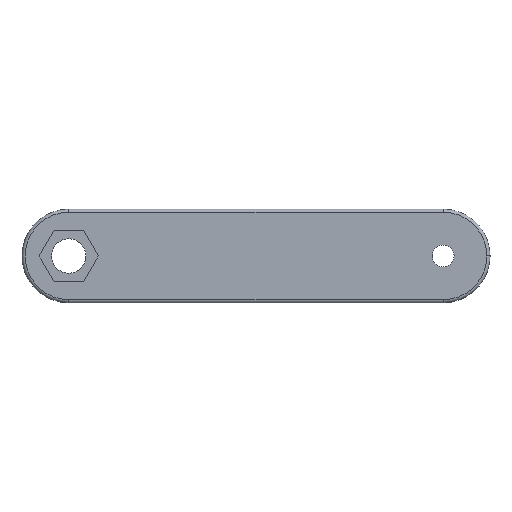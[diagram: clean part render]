
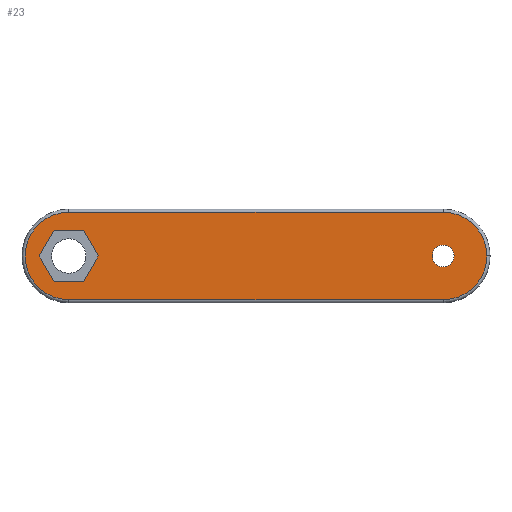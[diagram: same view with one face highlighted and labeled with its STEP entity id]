
A CAD part, top view. The second image highlights one B-rep face of the part: STEP entity #23.
In plain terms, the highlighted planar face has unit normal (0, 0, 1).
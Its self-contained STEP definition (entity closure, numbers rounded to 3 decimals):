
#19 = CARTESIAN_POINT ( 'NONE',  ( 30., -7., 5. ) ) ;
#21 = ORIENTED_EDGE ( 'NONE', *, *, #378, .F. ) ;
#22 = VECTOR ( 'NONE', #175, 1000. ) ;
#23 = ADVANCED_FACE ( 'NONE', ( #517, #90, #372 ), #305, .T. ) ;
#36 = DIRECTION ( 'NONE',  ( 0., 0., 1. ) ) ;
#40 = DIRECTION ( 'NONE',  ( 0.5, 0.866, 0. ) ) ;
#54 = VERTEX_POINT ( 'NONE', #885 ) ;
#55 = VERTEX_POINT ( 'NONE', #673 ) ;
#63 = VERTEX_POINT ( 'NONE', #617 ) ;
#65 = DIRECTION ( 'NONE',  ( 0., 0., 1. ) ) ;
#79 = EDGE_CURVE ( 'NONE', #652, #619, #582, .T. ) ;
#90 = FACE_BOUND ( 'NONE', #383, .T. ) ;
#93 = DIRECTION ( 'NONE',  ( -0.5, -0.866, 0. ) ) ;
#95 = VECTOR ( 'NONE', #757, 1000. ) ;
#101 = DIRECTION ( 'NONE',  ( 1., 0., 0. ) ) ;
#106 = VECTOR ( 'NONE', #376, 1000. ) ;
#115 = CARTESIAN_POINT ( 'NONE',  ( -27.633, -4.1, 5. ) ) ;
#124 = AXIS2_PLACEMENT_3D ( 'NONE', #504, #65, #209 ) ;
#131 = ORIENTED_EDGE ( 'NONE', *, *, #627, .F. ) ;
#147 = CARTESIAN_POINT ( 'NONE',  ( -25.266, 0., 5. ) ) ;
#155 = CIRCLE ( 'NONE', #388, 7. ) ;
#163 = CARTESIAN_POINT ( 'NONE',  ( -30., -7., 5. ) ) ;
#168 = CARTESIAN_POINT ( 'NONE',  ( 0., 7., 5. ) ) ;
#175 = DIRECTION ( 'NONE',  ( 1., 0., 0. ) ) ;
#192 = VECTOR ( 'NONE', #40, 1000. ) ;
#196 = CIRCLE ( 'NONE', #729, 1.75 ) ;
#209 = DIRECTION ( 'NONE',  ( 1., 0., 0. ) ) ;
#211 = AXIS2_PLACEMENT_3D ( 'NONE', #375, #659, #876 ) ;
#218 = AXIS2_PLACEMENT_3D ( 'NONE', #764, #36, #698 ) ;
#232 = ORIENTED_EDGE ( 'NONE', *, *, #895, .F. ) ;
#267 = VECTOR ( 'NONE', #93, 1000. ) ;
#271 = DIRECTION ( 'NONE',  ( 0., 0., 1. ) ) ;
#272 = ORIENTED_EDGE ( 'NONE', *, *, #421, .F. ) ;
#279 = EDGE_CURVE ( 'NONE', #718, #475, #808, .T. ) ;
#305 = PLANE ( 'NONE',  #211 ) ;
#314 = CARTESIAN_POINT ( 'NONE',  ( -32.367, -4.1, 5. ) ) ;
#321 = CARTESIAN_POINT ( 'NONE',  ( -25.266, 0., 5. ) ) ;
#337 = CARTESIAN_POINT ( 'NONE',  ( -27.633, -4.1, 5. ) ) ;
#341 = ORIENTED_EDGE ( 'NONE', *, *, #938, .T. ) ;
#354 = EDGE_CURVE ( 'NONE', #418, #652, #689, .T. ) ;
#372 = FACE_BOUND ( 'NONE', #748, .T. ) ;
#375 = CARTESIAN_POINT ( 'NONE',  ( 0., 0., 5. ) ) ;
#376 = DIRECTION ( 'NONE',  ( 0.5, -0.866, 0. ) ) ;
#378 = EDGE_CURVE ( 'NONE', #54, #55, #196, .T. ) ;
#383 = EDGE_LOOP ( 'NONE', ( #131, #272, #922, #585, #599, #232 ) ) ;
#388 = AXIS2_PLACEMENT_3D ( 'NONE', #620, #543, #691 ) ;
#412 = EDGE_CURVE ( 'NONE', #575, #897, #537, .T. ) ;
#417 = CARTESIAN_POINT ( 'NONE',  ( -32.367, 4.1, 5. ) ) ;
#418 = VERTEX_POINT ( 'NONE', #163 ) ;
#421 = EDGE_CURVE ( 'NONE', #475, #817, #458, .T. ) ;
#458 = LINE ( 'NONE', #314, #818 ) ;
#460 = LINE ( 'NONE', #749, #267 ) ;
#466 = CARTESIAN_POINT ( 'NONE',  ( -34.734, 0., 5. ) ) ;
#475 = VERTEX_POINT ( 'NONE', #668 ) ;
#476 = LINE ( 'NONE', #321, #95 ) ;
#479 = CARTESIAN_POINT ( 'NONE',  ( -27.633, 4.1, 5. ) ) ;
#487 = VECTOR ( 'NONE', #523, 1000. ) ;
#495 = CARTESIAN_POINT ( 'NONE',  ( 37., 0., 5. ) ) ;
#502 = VERTEX_POINT ( 'NONE', #417 ) ;
#504 = CARTESIAN_POINT ( 'NONE',  ( 30., 0., 5. ) ) ;
#517 = FACE_OUTER_BOUND ( 'NONE', #865, .T. ) ;
#523 = DIRECTION ( 'NONE',  ( -1., 0., 0. ) ) ;
#537 = LINE ( 'NONE', #168, #487 ) ;
#542 = ORIENTED_EDGE ( 'NONE', *, *, #412, .T. ) ;
#543 = DIRECTION ( 'NONE',  ( 0., 0., 1. ) ) ;
#553 = EDGE_CURVE ( 'NONE', #55, #54, #688, .T. ) ;
#575 = VERTEX_POINT ( 'NONE', #709 ) ;
#582 = CIRCLE ( 'NONE', #124, 7. ) ;
#585 = ORIENTED_EDGE ( 'NONE', *, *, #881, .F. ) ;
#599 = ORIENTED_EDGE ( 'NONE', *, *, #837, .F. ) ;
#601 = CARTESIAN_POINT ( 'NONE',  ( 30., -7., 5. ) ) ;
#614 = CARTESIAN_POINT ( 'NONE',  ( -30., 7., 5. ) ) ;
#617 = CARTESIAN_POINT ( 'NONE',  ( -27.633, 4.1, 5. ) ) ;
#619 = VERTEX_POINT ( 'NONE', #495 ) ;
#620 = CARTESIAN_POINT ( 'NONE',  ( -30., 0., 5. ) ) ;
#627 = EDGE_CURVE ( 'NONE', #817, #734, #696, .T. ) ;
#637 = EDGE_CURVE ( 'NONE', #619, #575, #724, .T. ) ;
#638 = CARTESIAN_POINT ( 'NONE',  ( 30., 0., 5. ) ) ;
#652 = VERTEX_POINT ( 'NONE', #19 ) ;
#659 = DIRECTION ( 'NONE',  ( 0., 0., 1. ) ) ;
#668 = CARTESIAN_POINT ( 'NONE',  ( -32.367, -4.1, 5. ) ) ;
#673 = CARTESIAN_POINT ( 'NONE',  ( 28.25, 0., 5. ) ) ;
#687 = DIRECTION ( 'NONE',  ( -1., 0., 0. ) ) ;
#688 = CIRCLE ( 'NONE', #807, 1.75 ) ;
#689 = LINE ( 'NONE', #601, #22 ) ;
#691 = DIRECTION ( 'NONE',  ( 1., 0., 0. ) ) ;
#696 = LINE ( 'NONE', #337, #192 ) ;
#698 = DIRECTION ( 'NONE',  ( 1., 0., 0. ) ) ;
#709 = CARTESIAN_POINT ( 'NONE',  ( 30., 7., 5. ) ) ;
#711 = ORIENTED_EDGE ( 'NONE', *, *, #553, .F. ) ;
#718 = VERTEX_POINT ( 'NONE', #466 ) ;
#724 = CIRCLE ( 'NONE', #218, 7. ) ;
#729 = AXIS2_PLACEMENT_3D ( 'NONE', #906, #821, #826 ) ;
#734 = VERTEX_POINT ( 'NONE', #147 ) ;
#736 = CARTESIAN_POINT ( 'NONE',  ( -34.734, 0., 5. ) ) ;
#748 = EDGE_LOOP ( 'NONE', ( #711, #21 ) ) ;
#749 = CARTESIAN_POINT ( 'NONE',  ( -32.367, 4.1, 5. ) ) ;
#757 = DIRECTION ( 'NONE',  ( -0.5, 0.866, 0. ) ) ;
#764 = CARTESIAN_POINT ( 'NONE',  ( 30., 0., 5. ) ) ;
#765 = VECTOR ( 'NONE', #687, 1000. ) ;
#799 = ORIENTED_EDGE ( 'NONE', *, *, #354, .T. ) ;
#807 = AXIS2_PLACEMENT_3D ( 'NONE', #638, #271, #850 ) ;
#808 = LINE ( 'NONE', #736, #106 ) ;
#817 = VERTEX_POINT ( 'NONE', #115 ) ;
#818 = VECTOR ( 'NONE', #101, 1000. ) ;
#821 = DIRECTION ( 'NONE',  ( 0., 0., 1. ) ) ;
#826 = DIRECTION ( 'NONE',  ( 1., 0., 0. ) ) ;
#837 = EDGE_CURVE ( 'NONE', #63, #502, #908, .T. ) ;
#850 = DIRECTION ( 'NONE',  ( 1., 0., 0. ) ) ;
#858 = ORIENTED_EDGE ( 'NONE', *, *, #79, .T. ) ;
#865 = EDGE_LOOP ( 'NONE', ( #542, #341, #799, #858, #928 ) ) ;
#876 = DIRECTION ( 'NONE',  ( 1., 0., 0. ) ) ;
#881 = EDGE_CURVE ( 'NONE', #502, #718, #460, .T. ) ;
#885 = CARTESIAN_POINT ( 'NONE',  ( 31.75, 0., 5. ) ) ;
#895 = EDGE_CURVE ( 'NONE', #734, #63, #476, .T. ) ;
#897 = VERTEX_POINT ( 'NONE', #614 ) ;
#906 = CARTESIAN_POINT ( 'NONE',  ( 30., 0., 5. ) ) ;
#908 = LINE ( 'NONE', #479, #765 ) ;
#922 = ORIENTED_EDGE ( 'NONE', *, *, #279, .F. ) ;
#928 = ORIENTED_EDGE ( 'NONE', *, *, #637, .T. ) ;
#938 = EDGE_CURVE ( 'NONE', #897, #418, #155, .T. ) ;
